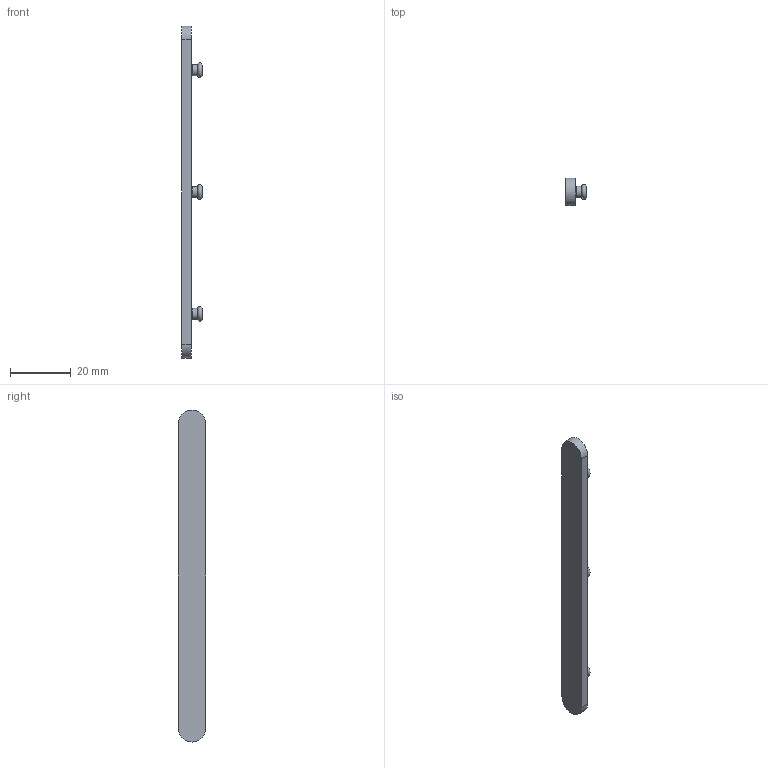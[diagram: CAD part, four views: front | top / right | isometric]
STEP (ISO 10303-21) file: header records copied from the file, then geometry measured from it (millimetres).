
FILE_DESCRIPTION(/* description */ ('STEP AP214'),/* implementation_level */ '2;1');
FILE_NAME(/* name */ '13786_EV-20_120-DP',/* time_stamp */ '2024-08-28T12:14:32+02:00',/* author */ ('License CC BY-ND 4.0'),/* organization */ ('CADENAS'),/* preprocessor_version */ 'ST-DEVELOPER v19.3',/* originating_system */ 'PARTsolutions',/* authorisation */ ' ');
FILE_SCHEMA (('AUTOMOTIVE_DESIGN {1 0 10303 214 3 1 1}'));
Length unit declared in the file: millimetre
Products named in the file (1): 13786 EV-20/120-DP---(DP)
Bounding box: 6.6 x 9 x 109 mm (x, y, z)
Volume: 3027.3 mm3; surface area: 2772.5 mm2
Topology: 1 solids, 1 shells, 21 faces, 36 edges, 23 vertices
Faces by surface type: plane 10, torus 6, cylinder 5
Full cylindrical faces by diameter (mm): 3.6 x3
Entity records: 490 total; most frequent: DIRECTION 90, CARTESIAN_POINT 72, ORIENTED_EDGE 54, AXIS2_PLACEMENT_3D 41, EDGE_LOOP 36, FACE_BOUND 36, EDGE_CURVE 27, VERTEX_POINT 23
